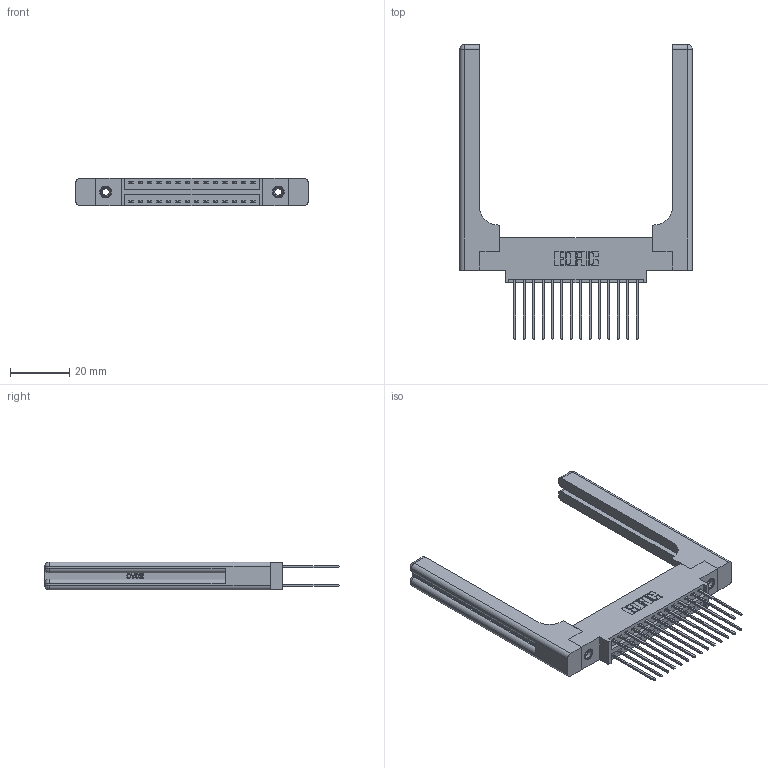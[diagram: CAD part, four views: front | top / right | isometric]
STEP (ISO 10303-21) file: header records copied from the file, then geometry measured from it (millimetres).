
FILE_DESCRIPTION (( 'STEP AP203' ), '1' );
FILE_NAME ('396-028-541-858.STEP', '2019-11-01T19:27:16', ( '' ), ( '' ), 'SwSTEP 2.0', 'SolidWorks 2016', '' );
FILE_SCHEMA (( 'CONFIG_CONTROL_DESIGN' ));
Length unit declared in the file: inch
Products named in the file (5): 345-292-001_345-293-141; 345-250-001_345-250-001-102; 396-028-541-858; 346-220-058_345-220-058; 346 Part_0.170 Offset - 0.156 Dia-TH
Assembly tree (33 placements, depth 2):
  396-028-541-858
    346 Part_0.170 Offset - 0.156 Dia-TH
    345-292-001_345-293-141  x28
    345-250-001_345-250-001-102  x2
    346-220-058_345-220-058  x2
Bounding box: 78.51 x 99.57 x 9.4 mm (x, y, z)
Volume: 14938.6 mm3; surface area: 15715.5 mm2
Topology: 33 solids, 33 shells, 1838 faces, 5347 edges, 3506 vertices
Faces by surface type: plane 1208, cylinder 570, bspline 36, cone 12, sphere 8, torus 4
Entity records: 18238 total; most frequent: CARTESIAN_POINT 4053, ORIENTED_EDGE 2784, DIRECTION 2556, EDGE_CURVE 1392, LINE 1112, VECTOR 1112, VERTEX_POINT 918, AXIS2_PLACEMENT_3D 722
